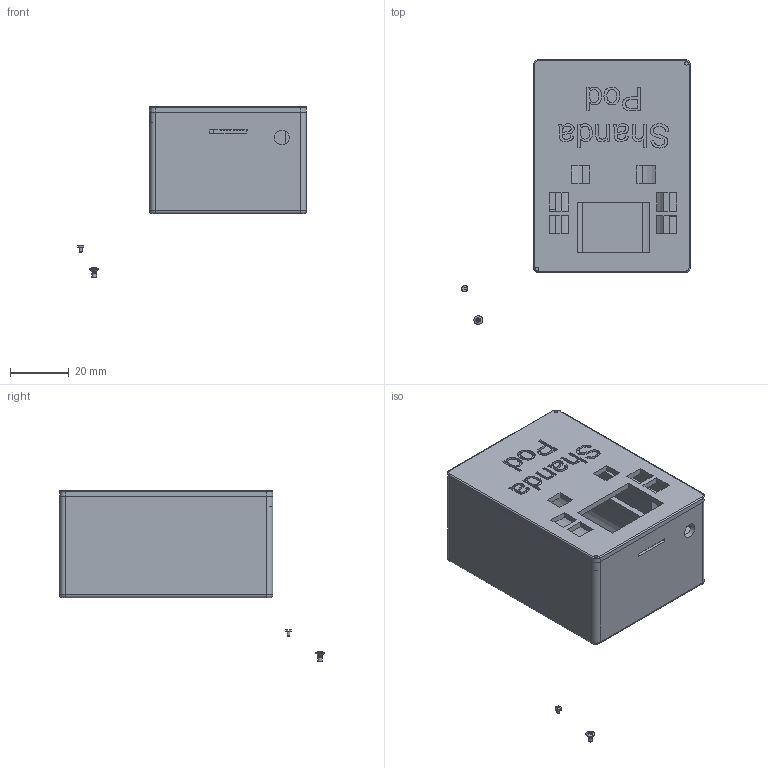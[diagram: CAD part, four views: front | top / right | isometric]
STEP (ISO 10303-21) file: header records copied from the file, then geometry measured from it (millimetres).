
FILE_DESCRIPTION(/* description */ (''),/* implementation_level */ '2;1');
FILE_NAME(/* name */ 'Shanda Pod Bottom.step',/* time_stamp */ '2025-07-13T00:07:51+06:00',/* author */ (''),/* organization */ (''),/* preprocessor_version */ 'ST-DEVELOPER v20.1',/* originating_system */ 'Autodesk Translation Framework v14.10.0.0',/* authorisation */ '');
FILE_SCHEMA (('AUTOMOTIVE_DESIGN { 1 0 10303 214 3 1 1 }'));
Length unit declared in the file: millimetre
Products named in the file (4): 2025-06-27-19-19-49-680; 2025-06-18-11-02-34-816; SCHMS BS 4183 - M1 x 1.5 Steel 4.6 Plain; ČSN EN ISO 7047 - M1.6x3 - Z Steel 4.6 Plai
n
Assembly tree (3 placements, depth 2):
  2025-06-27-19-19-49-680
    2025-06-18-11-02-34-816
    SCHMS BS 4183 - M1 x 1.5 Steel 4.6 Plain
    ČSN EN ISO 7047 - M1.6x3 - Z Steel 4.6 Plai
n
Bounding box: 77.85 x 90.09 x 58.24 mm (x, y, z)
Volume: 53359.1 mm3; surface area: 31378.6 mm2
Topology: 5 solids, 5 shells, 466 faces, 1274 edges, 839 vertices
Faces by surface type: plane 230, bspline 184, cylinder 41, torus 5, cone 5, sphere 1
Full cylindrical faces by diameter (mm): 0.949 x1, 1.271 x4, 1.425 x1, 1.538 x1, 3 x1, 5 x1
Entity records: 16507 total; most frequent: CARTESIAN_POINT 5699, ORIENTED_EDGE 2548, DIRECTION 1612, EDGE_CURVE 1274, VERTEX_POINT 839, LINE 784, VECTOR 784, EDGE_LOOP 513
